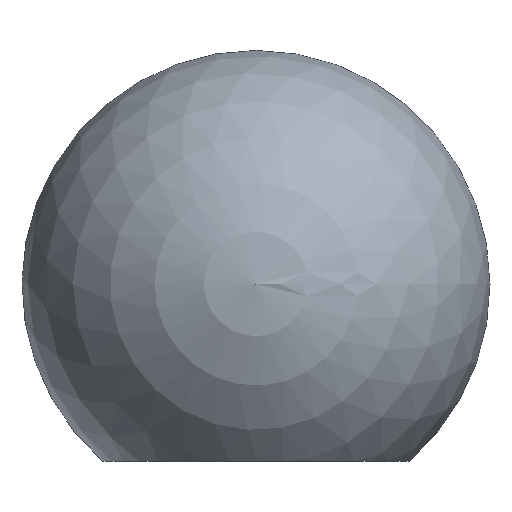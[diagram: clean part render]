
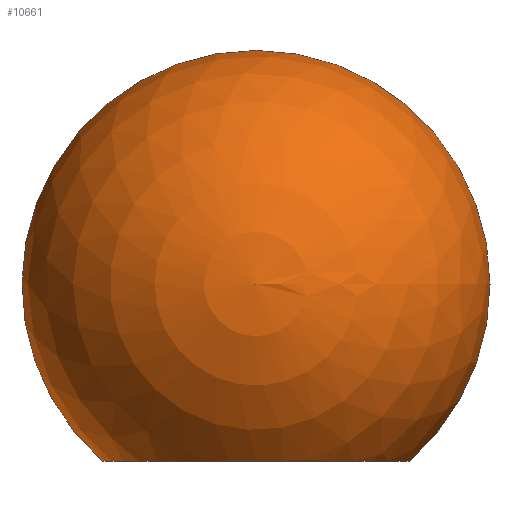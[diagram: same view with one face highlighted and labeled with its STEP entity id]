
A CAD part, top view. The second image highlights one B-rep face of the part: STEP entity #10661.
In plain terms, the highlighted spherical face has radius 10 mm.
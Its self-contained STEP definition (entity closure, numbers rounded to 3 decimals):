
#711 = DIRECTION ( 'NONE',  ( 0., 0., -1. ) ) ;
#1300 = CIRCLE ( 'NONE', #12114, 10. ) ;
#1351 = AXIS2_PLACEMENT_3D ( 'NONE', #6304, #711, #11877 ) ;
#1769 = CARTESIAN_POINT ( 'NONE',  ( 0., -7.556, 0. ) ) ;
#1931 = VERTEX_POINT ( 'NONE', #8934 ) ;
#2102 = CARTESIAN_POINT ( 'NONE',  ( 6.55, -7.556, 0. ) ) ;
#2290 = VERTEX_POINT ( 'NONE', #2102 ) ;
#2338 = FACE_OUTER_BOUND ( 'NONE', #9690, .T. ) ;
#2410 = DIRECTION ( 'NONE',  ( 0., 0., 1. ) ) ;
#3138 = EDGE_CURVE ( 'NONE', #2290, #1931, #9710, .T. ) ;
#4508 = CIRCLE ( 'NONE', #1351, 10. ) ;
#4970 = DIRECTION ( 'NONE',  ( 1., 0., 0. ) ) ;
#5345 = ORIENTED_EDGE ( 'NONE', *, *, #8621, .T. ) ;
#5429 = ORIENTED_EDGE ( 'NONE', *, *, #13559, .F. ) ;
#6304 = CARTESIAN_POINT ( 'NONE',  ( 0., 0., 0. ) ) ;
#6969 = DIRECTION ( 'NONE',  ( 1., 0., 0. ) ) ;
#7450 = DIRECTION ( 'NONE',  ( 0., 0., 1. ) ) ;
#8621 = EDGE_CURVE ( 'NONE', #10028, #1931, #1300, .T. ) ;
#8934 = CARTESIAN_POINT ( 'NONE',  ( -6.55, -7.556, 0. ) ) ;
#9680 = DIRECTION ( 'NONE',  ( 1., 0., 0. ) ) ;
#9690 = EDGE_LOOP ( 'NONE', ( #5429, #5345, #14290 ) ) ;
#9710 = CIRCLE ( 'NONE', #14336, 6.55 ) ;
#10028 = VERTEX_POINT ( 'NONE', #14043 ) ;
#10661 = ADVANCED_FACE ( 'NONE', ( #2338 ), #14312, .T. ) ;
#11877 = DIRECTION ( 'NONE',  ( -1., 0., 0. ) ) ;
#12114 = AXIS2_PLACEMENT_3D ( 'NONE', #13079, #7450, #9680 ) ;
#12478 = CARTESIAN_POINT ( 'NONE',  ( 0., 0., 0. ) ) ;
#13079 = CARTESIAN_POINT ( 'NONE',  ( 0., 0., 0. ) ) ;
#13559 = EDGE_CURVE ( 'NONE', #10028, #2290, #4508, .T. ) ;
#13803 = AXIS2_PLACEMENT_3D ( 'NONE', #12478, #2410, #6969 ) ;
#13991 = DIRECTION ( 'NONE',  ( 0., -1., 0. ) ) ;
#14043 = CARTESIAN_POINT ( 'NONE',  ( 0., 10., 0. ) ) ;
#14290 = ORIENTED_EDGE ( 'NONE', *, *, #3138, .F. ) ;
#14312 = SPHERICAL_SURFACE ( 'NONE', #13803, 10. ) ;
#14336 = AXIS2_PLACEMENT_3D ( 'NONE', #1769, #13991, #4970 ) ;
